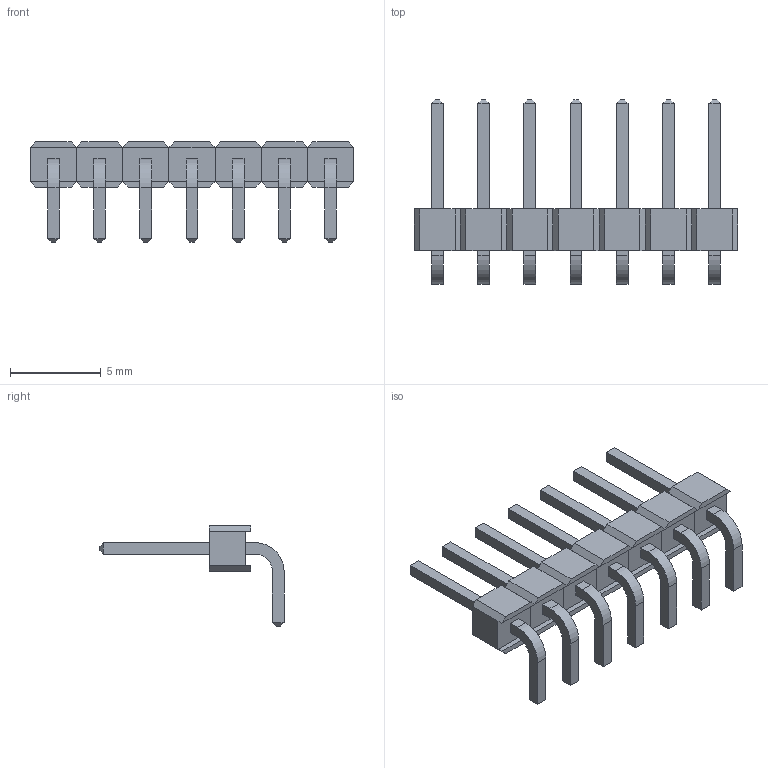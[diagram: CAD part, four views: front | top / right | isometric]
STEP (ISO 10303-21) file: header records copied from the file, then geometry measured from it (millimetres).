
FILE_DESCRIPTION (( 'STEP AP214' ), '1' );
FILE_NAME ('User Library-Header_Male_RA_Low_7Pin.STEP', '2019-04-05T09:29:14', ( '' ), ( '' ), 'SwSTEP 2.0', 'SolidWorks 2019', '' );
FILE_SCHEMA (( 'AUTOMOTIVE_DESIGN' ));
Length unit declared in the file: millimetre
Products named in the file (3): User Library-Header_Male_RA_Low_7Pin_PinArray; User Library-Header_Male_RA_Low_7Pin; User Library-Header_Male_RA_Low_7Pin_BodyArray
Assembly tree (2 placements, depth 2):
  User Library-Header_Male_RA_Low_7Pin
    User Library-Header_Male_RA_Low_7Pin_BodyArray
    User Library-Header_Male_RA_Low_7Pin_PinArray
Bounding box: 17.78 x 10.13 x 5.51 mm (x, y, z)
Volume: 121 mm3; surface area: 511.8 mm2
Topology: 14 solids, 14 shells, 252 faces, 588 edges, 364 vertices
Faces by surface type: plane 238, cylinder 14
Entity records: 9966 total; most frequent: CARTESIAN_POINT 1209, ORIENTED_EDGE 1176, DIRECTION 1130, EDGE_CURVE 588, LINE 560, VECTOR 560, VERTEX_POINT 364, AXIS2_PLACEMENT_3D 285
